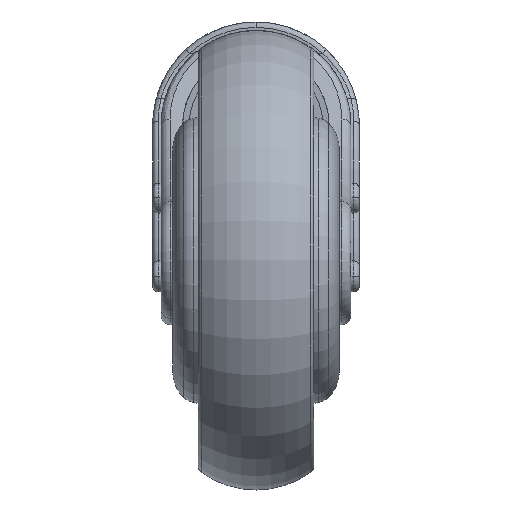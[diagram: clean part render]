
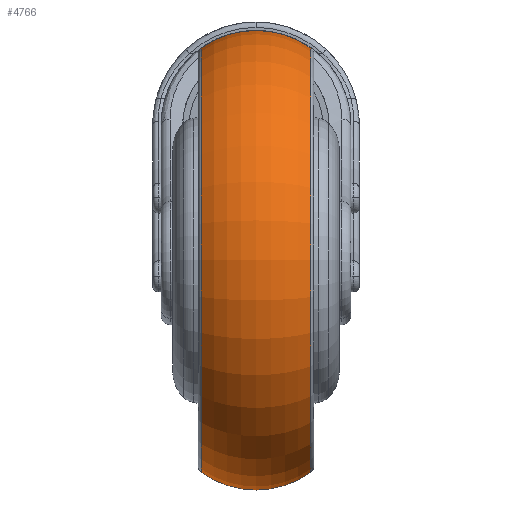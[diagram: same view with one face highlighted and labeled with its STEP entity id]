
A CAD part, front view. The second image highlights one B-rep face of the part: STEP entity #4766.
In plain terms, the highlighted toroidal (fillet/blend) face has major radius 37.6 mm and minor radius 25.9 mm.
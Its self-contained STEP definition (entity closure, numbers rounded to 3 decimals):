
#787 = CARTESIAN_POINT ( 'NONE',  ( 0., 0., -37.6 ) ) ;
#1191 = ORIENTED_EDGE ( 'NONE', *, *, #9797, .T. ) ;
#1860 = AXIS2_PLACEMENT_3D ( 'NONE', #3730, #8531, #13343 ) ;
#2302 = CIRCLE ( 'NONE', #11096, 25.9 ) ;
#2314 = ORIENTED_EDGE ( 'NONE', *, *, #2507, .T. ) ;
#2507 = EDGE_CURVE ( 'NONE', #4825, #2942, #10975, .T. ) ;
#2942 = VERTEX_POINT ( 'NONE', #5605 ) ;
#2975 = DIRECTION ( 'NONE',  ( 0., 0., -1. ) ) ;
#3656 = DIRECTION ( 'NONE',  ( 0., 0., -1. ) ) ;
#3730 = CARTESIAN_POINT ( 'NONE',  ( 0., 0., 37.6 ) ) ;
#3886 = EDGE_CURVE ( 'NONE', #4825, #6408, #9413, .T. ) ;
#4508 = EDGE_CURVE ( 'NONE', #6408, #6005, #11734, .T. ) ;
#4766 = ADVANCED_FACE ( 'NONE', ( #6544 ), #4879, .T. ) ;
#4825 = VERTEX_POINT ( 'NONE', #14549 ) ;
#4879 = TOROIDAL_SURFACE ( 'NONE', #13701, 37.6, 25.9 ) ;
#4940 = AXIS2_PLACEMENT_3D ( 'NONE', #9648, #14462, #3656 ) ;
#5363 = CARTESIAN_POINT ( 'NONE',  ( 0., 0., 0. ) ) ;
#5556 = DIRECTION ( 'NONE',  ( 0., -1., 0. ) ) ;
#5605 = CARTESIAN_POINT ( 'NONE',  ( -15.172, 0., -58.591 ) ) ;
#6005 = VERTEX_POINT ( 'NONE', #6674 ) ;
#6354 = CARTESIAN_POINT ( 'NONE',  ( 15.172, 0., 58.591 ) ) ;
#6408 = VERTEX_POINT ( 'NONE', #6354 ) ;
#6544 = FACE_OUTER_BOUND ( 'NONE', #15299, .T. ) ;
#6674 = CARTESIAN_POINT ( 'NONE',  ( 15.172, 0., -58.591 ) ) ;
#6715 = ORIENTED_EDGE ( 'NONE', *, *, #3886, .F. ) ;
#8531 = DIRECTION ( 'NONE',  ( 0., 1., 0. ) ) ;
#8956 = CARTESIAN_POINT ( 'NONE',  ( -15.172, 0., 0. ) ) ;
#9413 = CIRCLE ( 'NONE', #1860, 25.9 ) ;
#9648 = CARTESIAN_POINT ( 'NONE',  ( 15.172, 0., 0. ) ) ;
#9797 = EDGE_CURVE ( 'NONE', #2942, #6005, #2302, .T. ) ;
#10175 = DIRECTION ( 'NONE',  ( 1., 0., 0. ) ) ;
#10375 = DIRECTION ( 'NONE',  ( 0., 0., -1. ) ) ;
#10454 = AXIS2_PLACEMENT_3D ( 'NONE', #8956, #13776, #2975 ) ;
#10975 = CIRCLE ( 'NONE', #10454, 58.591 ) ;
#11096 = AXIS2_PLACEMENT_3D ( 'NONE', #787, #5556, #10375 ) ;
#11734 = CIRCLE ( 'NONE', #4940, 58.591 ) ;
#13343 = DIRECTION ( 'NONE',  ( 0., 0., 1. ) ) ;
#13701 = AXIS2_PLACEMENT_3D ( 'NONE', #5363, #10175, #15003 ) ;
#13776 = DIRECTION ( 'NONE',  ( 1., 0., 0. ) ) ;
#14462 = DIRECTION ( 'NONE',  ( 1., 0., 0. ) ) ;
#14549 = CARTESIAN_POINT ( 'NONE',  ( -15.172, 0., 58.591 ) ) ;
#15003 = DIRECTION ( 'NONE',  ( 0., 0., -1. ) ) ;
#15299 = EDGE_LOOP ( 'NONE', ( #6715, #2314, #1191, #15517 ) ) ;
#15517 = ORIENTED_EDGE ( 'NONE', *, *, #4508, .F. ) ;
